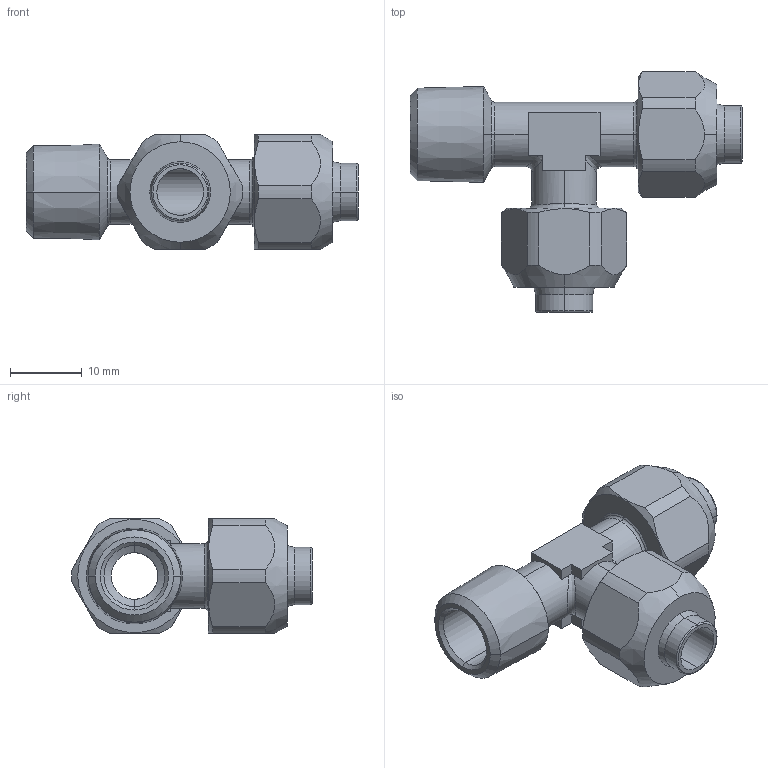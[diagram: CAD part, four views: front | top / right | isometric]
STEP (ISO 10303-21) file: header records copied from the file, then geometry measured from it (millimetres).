
FILE_DESCRIPTION (( 'STEP AP203' ), '1' );
FILE_NAME ('X2130052.STEP', '2011-10-21T08:02:10', ( 'Gabriele' ), ( '' ), 'SwSTEP 2.0', 'SolidWorks 2011', '' );
FILE_SCHEMA (( 'CONFIG_CONTROL_DESIGN' ));
Length unit declared in the file: millimetre
Products named in the file (1): X2130052
Bounding box: 46.3 x 33.54 x 16 mm (x, y, z)
Volume: 5843.8 mm3; surface area: 4630.2 mm2
Topology: 1 solids, 1 shells, 103 faces, 262 edges, 164 vertices
Faces by surface type: plane 37, cylinder 28, cone 26, torus 10, bspline 2
Entity records: 3513 total; most frequent: CARTESIAN_POINT 958, DIRECTION 526, ORIENTED_EDGE 524, EDGE_CURVE 262, AXIS2_PLACEMENT_3D 208, VERTEX_POINT 164, EDGE_LOOP 110, LINE 110
